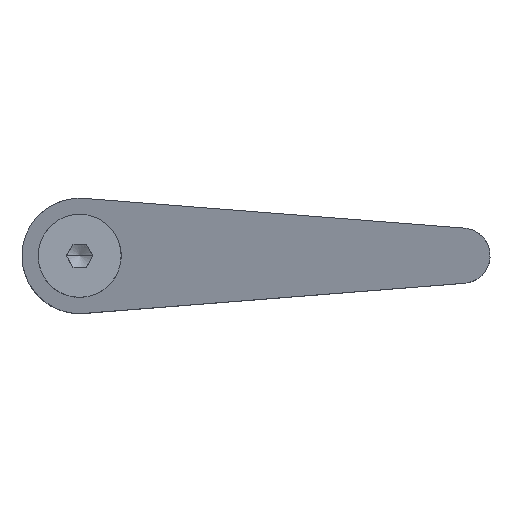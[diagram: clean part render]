
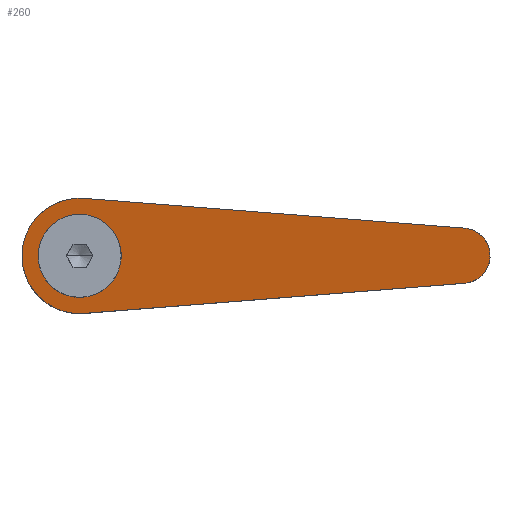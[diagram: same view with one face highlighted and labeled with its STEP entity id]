
A CAD part, top view. The second image highlights one B-rep face of the part: STEP entity #260.
In plain terms, the highlighted planar face has unit normal (-0.26, 0, 0.966).
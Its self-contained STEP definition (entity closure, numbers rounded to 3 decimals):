
#218=EDGE_CURVE('',#542,#266,#618,.T.);
#260=ADVANCED_FACE('',(#668,#669),#670,.F.);
#266=VERTEX_POINT('',#677);
#386=EDGE_CURVE('',#492,#416,#813,.T.);
#400=EDGE_CURVE('',#464,#428,#829,.T.);
#416=VERTEX_POINT('',#846);
#428=VERTEX_POINT('',#858);
#432=EDGE_CURVE('',#428,#544,#862,.T.);
#462=EDGE_CURVE('',#266,#550,#893,.T.);
#464=VERTEX_POINT('',#895);
#488=EDGE_CURVE('',#550,#492,#922,.T.);
#492=VERTEX_POINT('',#926);
#542=VERTEX_POINT('',#984);
#544=VERTEX_POINT('',#986);
#550=VERTEX_POINT('',#992);
#556=EDGE_CURVE('',#544,#464,#998,.T.);
#570=EDGE_CURVE('',#416,#542,#1014,.T.);
#618=ELLIPSE('',#1055,12.945,12.5);
#668=FACE_BOUND('',#1114,.T.);
#669=FACE_OUTER_BOUND('',#1115,.T.);
#670=PLANE('',#1116);
#677=CARTESIAN_POINT('',(-12.5,0.,36.4));
#813=ELLIPSE('',#1356,6.214,6.);
#829=ELLIPSE('',#1389,9.32,9.0);
#846=CARTESIAN_POINT('',(83.47,5.982,62.239));
#858=CARTESIAN_POINT('',(-0.216,8.997,39.707));
#862=ELLIPSE('',#1434,9.32,9.0);
#893=ELLIPSE('',#1492,12.945,12.5);
#895=CARTESIAN_POINT('',(0.,9.,39.765));
#922=LINE('',#1529,#1530);
#926=CARTESIAN_POINT('',(83.47,-5.982,62.239));
#984=CARTESIAN_POINT('',(0.979,12.462,40.029));
#986=CARTESIAN_POINT('',(0.,-9.,39.765));
#992=CARTESIAN_POINT('',(0.979,-12.462,40.029));
#998=ELLIPSE('',#1628,9.32,9.0);
#1014=LINE('',#1650,#1651);
#1055=AXIS2_PLACEMENT_3D('',#1710,#1711,#1712);
#1114=EDGE_LOOP('',(#1787,#1788,#1789));
#1115=EDGE_LOOP('',(#1790,#1791,#1792,#1793,#1794));
#1116=AXIS2_PLACEMENT_3D('',#1795,#1796,#1797);
#1356=AXIS2_PLACEMENT_3D('',#1959,#1960,#1961);
#1389=AXIS2_PLACEMENT_3D('',#1978,#1979,#1980);
#1434=AXIS2_PLACEMENT_3D('',#1996,#1997,#1998);
#1492=AXIS2_PLACEMENT_3D('',#2014,#2015,#2016);
#1529=CARTESIAN_POINT('',(84.939,-5.866,62.634));
#1530=VECTOR('',#2051,1.0);
#1628=AXIS2_PLACEMENT_3D('',#2152,#2153,#2154);
#1650=CARTESIAN_POINT('',(46.465,8.888,52.276));
#1651=VECTOR('',#2168,1.0);
#1710=CARTESIAN_POINT('',(0.,0.,39.765));
#1711=DIRECTION('',(-0.26,0.,0.966));
#1712=DIRECTION('',(-0.966,0.,-0.26));
#1787=ORIENTED_EDGE('',*,*,#432,.F.);
#1788=ORIENTED_EDGE('',*,*,#400,.F.);
#1789=ORIENTED_EDGE('',*,*,#556,.F.);
#1790=ORIENTED_EDGE('',*,*,#218,.T.);
#1791=ORIENTED_EDGE('',*,*,#462,.T.);
#1792=ORIENTED_EDGE('',*,*,#488,.T.);
#1793=ORIENTED_EDGE('',*,*,#386,.T.);
#1794=ORIENTED_EDGE('',*,*,#570,.T.);
#1795=CARTESIAN_POINT('',(40.369,0.,50.634));
#1796=DIRECTION('',(0.26,0.,-0.966));
#1797=DIRECTION('',(0.251,0.966,0.068));
#1959=CARTESIAN_POINT('',(83.0,0.,62.112));
#1960=DIRECTION('',(-0.26,0.,0.966));
#1961=DIRECTION('',(0.966,0.,0.26));
#1978=CARTESIAN_POINT('',(0.,0.,39.765));
#1979=DIRECTION('',(-0.26,0.,0.966));
#1980=DIRECTION('',(-0.966,0.0,-0.26));
#1996=CARTESIAN_POINT('',(0.,0.,39.765));
#1997=DIRECTION('',(-0.26,0.,0.966));
#1998=DIRECTION('',(-0.966,0.0,-0.26));
#2014=CARTESIAN_POINT('',(0.,0.,39.765));
#2015=DIRECTION('',(-0.26,0.,0.966));
#2016=DIRECTION('',(-0.966,0.,-0.26));
#2051=DIRECTION('',(0.963,0.076,0.259));
#2152=CARTESIAN_POINT('',(0.,0.,39.765));
#2153=DIRECTION('',(-0.26,0.,0.966));
#2154=DIRECTION('',(-0.966,0.0,-0.26));
#2168=DIRECTION('',(-0.963,0.076,-0.259));
